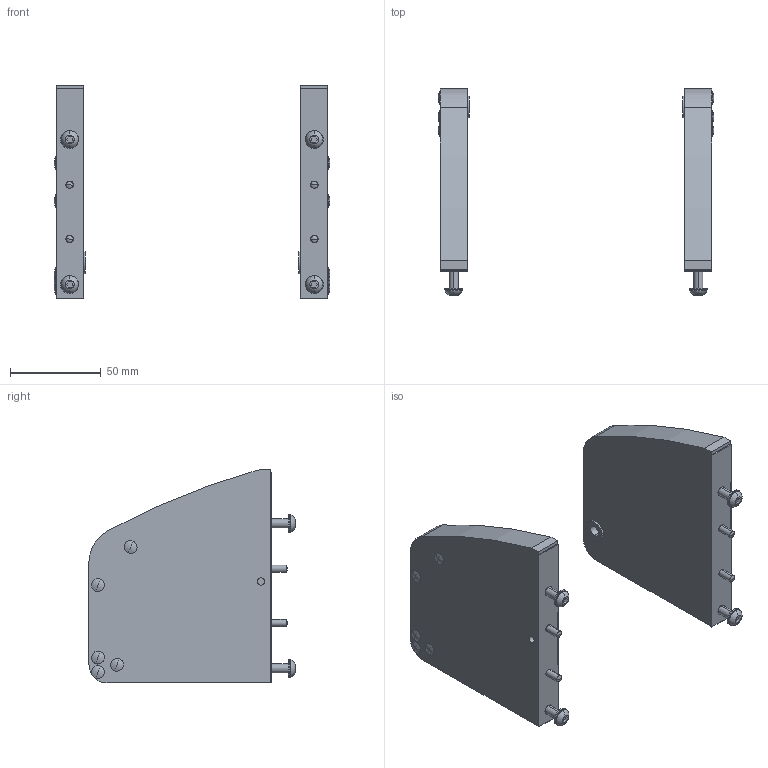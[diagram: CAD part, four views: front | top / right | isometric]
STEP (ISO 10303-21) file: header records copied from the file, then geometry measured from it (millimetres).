
FILE_DESCRIPTION (( 'STEP AP214' ), '1' );
FILE_NAME ('54767~0.STEP', '2018-03-14T09:51:05', ( '' ), ( '' ), 'SwSTEP 2.0', 'SolidWorks 2016', '' );
FILE_SCHEMA (( 'AUTOMOTIVE_DESIGN' ));
Length unit declared in the file: millimetre
Products named in the file (9): 54767~0; 54760~0_KUNDE<S>; DIN6325~n_04,0m6x014; 47523~0_S; ISO7380~n_M05,0x020; DIN125~n_05,3 M05,0 Fase; 54761~1_KUNDE<S>; 31194~0; 54766~0_S
Assembly tree (28 placements, depth 2):
  54767~0
    54760~0_KUNDE<S>
    54761~1_KUNDE<S>
    54766~0_S  x2
    ISO7380~n_M05,0x020  x4
    DIN6325~n_04,0m6x014  x4
    DIN125~n_05,3 M05,0 Fase  x4
    31194~0  x2
    47523~0_S  x10
Bounding box: 152.12 x 113.75 x 118 mm (x, y, z)
Volume: 305014.8 mm3; surface area: 67859 mm2
Topology: 28 solids, 28 shells, 527 faces, 1296 edges, 790 vertices
Faces by surface type: plane 173, cylinder 138, cone 128, bspline 60, sphere 16, torus 12
Entity records: 6120 total; most frequent: CARTESIAN_POINT 1032, DIRECTION 1016, ORIENTED_EDGE 814, AXIS2_PLACEMENT_3D 407, EDGE_CURVE 407, VERTEX_POINT 261, EDGE_LOOP 228, LINE 202
